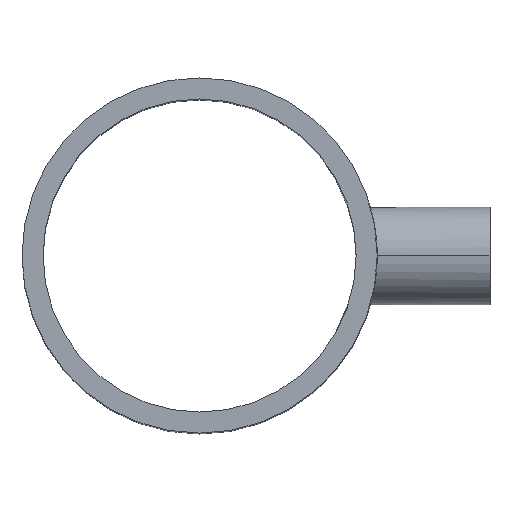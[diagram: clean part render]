
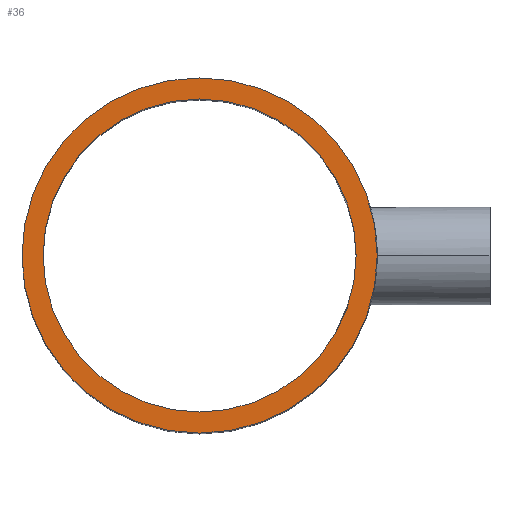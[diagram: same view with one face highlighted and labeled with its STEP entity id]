
A CAD part, top view. The second image highlights one B-rep face of the part: STEP entity #36.
In plain terms, the highlighted planar face has unit normal (0, 0, 1).
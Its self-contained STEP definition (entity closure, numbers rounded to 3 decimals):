
#36 = ADVANCED_FACE ( 'NONE', ( #390, #378 ), #62, .T. ) ;
#57 = CARTESIAN_POINT ( 'NONE',  ( -200., 0., 307.5 ) ) ;
#62 = PLANE ( 'NONE',  #106 ) ;
#63 = DIRECTION ( 'NONE',  ( 0., 0., 1. ) ) ;
#82 = EDGE_CURVE ( 'NONE', #143, #261, #205, .T. ) ;
#92 = CIRCLE ( 'NONE', #298, 176.3 ) ;
#106 = AXIS2_PLACEMENT_3D ( 'NONE', #579, #117, #332 ) ;
#110 = EDGE_CURVE ( 'NONE', #671, #153, #193, .T. ) ;
#113 = DIRECTION ( 'NONE',  ( 0., 0., 1. ) ) ;
#117 = DIRECTION ( 'NONE',  ( 0., 0., 1. ) ) ;
#120 = CARTESIAN_POINT ( 'NONE',  ( 176.3, 0., 307.5 ) ) ;
#127 = DIRECTION ( 'NONE',  ( 1., 0., 0. ) ) ;
#143 = VERTEX_POINT ( 'NONE', #340 ) ;
#153 = VERTEX_POINT ( 'NONE', #428 ) ;
#177 = DIRECTION ( 'NONE',  ( 0., 0., 1. ) ) ;
#193 = CIRCLE ( 'NONE', #644, 176.3 ) ;
#194 = AXIS2_PLACEMENT_3D ( 'NONE', #475, #177, #330 ) ;
#200 = ORIENTED_EDGE ( 'NONE', *, *, #336, .F. ) ;
#205 = CIRCLE ( 'NONE', #194, 200. ) ;
#261 = VERTEX_POINT ( 'NONE', #57 ) ;
#270 = DIRECTION ( 'NONE',  ( 0., 0., 1. ) ) ;
#271 = DIRECTION ( 'NONE',  ( 1., 0., 0. ) ) ;
#298 = AXIS2_PLACEMENT_3D ( 'NONE', #461, #270, #621 ) ;
#313 = EDGE_LOOP ( 'NONE', ( #412, #506 ) ) ;
#330 = DIRECTION ( 'NONE',  ( 1., 0., 0. ) ) ;
#332 = DIRECTION ( 'NONE',  ( 1., 0., 0. ) ) ;
#336 = EDGE_CURVE ( 'NONE', #153, #671, #92, .T. ) ;
#340 = CARTESIAN_POINT ( 'NONE',  ( 200., 0., 307.5 ) ) ;
#378 = FACE_BOUND ( 'NONE', #568, .T. ) ;
#390 = FACE_OUTER_BOUND ( 'NONE', #313, .T. ) ;
#411 = CARTESIAN_POINT ( 'NONE',  ( 0., 0., 307.5 ) ) ;
#412 = ORIENTED_EDGE ( 'NONE', *, *, #555, .T. ) ;
#428 = CARTESIAN_POINT ( 'NONE',  ( -176.3, 0., 307.5 ) ) ;
#461 = CARTESIAN_POINT ( 'NONE',  ( 0., 0., 307.5 ) ) ;
#475 = CARTESIAN_POINT ( 'NONE',  ( 0., 0., 307.5 ) ) ;
#506 = ORIENTED_EDGE ( 'NONE', *, *, #82, .T. ) ;
#514 = ORIENTED_EDGE ( 'NONE', *, *, #110, .F. ) ;
#555 = EDGE_CURVE ( 'NONE', #261, #143, #601, .T. ) ;
#568 = EDGE_LOOP ( 'NONE', ( #200, #514 ) ) ;
#579 = CARTESIAN_POINT ( 'NONE',  ( 0., 0., 307.5 ) ) ;
#584 = CARTESIAN_POINT ( 'NONE',  ( 0., 0., 307.5 ) ) ;
#601 = CIRCLE ( 'NONE', #613, 200. ) ;
#613 = AXIS2_PLACEMENT_3D ( 'NONE', #411, #113, #271 ) ;
#621 = DIRECTION ( 'NONE',  ( 1., 0., 0. ) ) ;
#644 = AXIS2_PLACEMENT_3D ( 'NONE', #584, #63, #127 ) ;
#671 = VERTEX_POINT ( 'NONE', #120 ) ;
